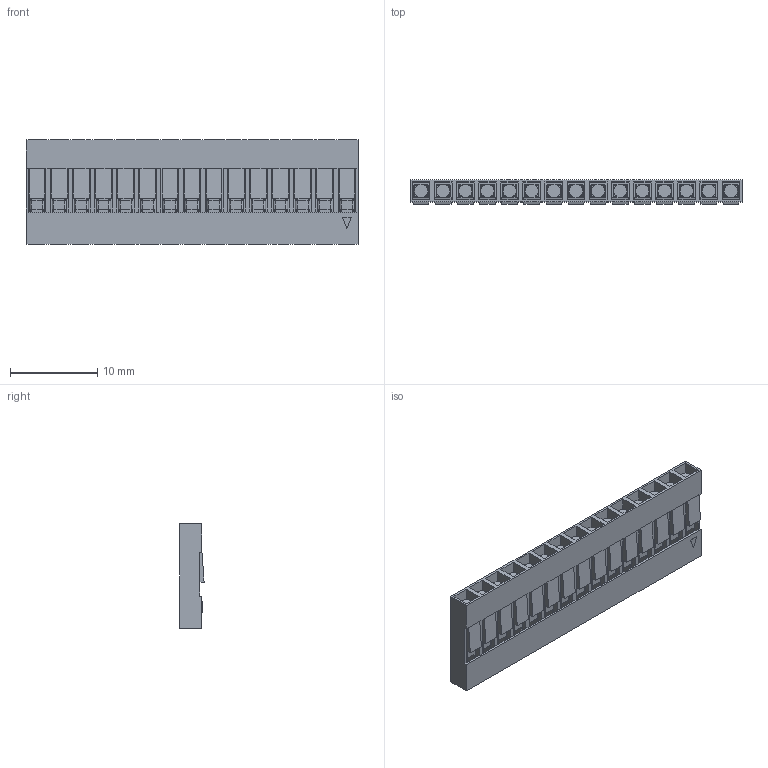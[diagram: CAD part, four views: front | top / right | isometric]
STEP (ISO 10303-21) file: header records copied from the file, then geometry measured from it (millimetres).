
FILE_DESCRIPTION (( 'STEP AP214' ), '1' );
FILE_NAME ('DS1071-1x15.STEP', '2019-05-31T22:23:06', ( 'VR' ), ( '' ), 'SwSTEP 2.0', 'SolidWorks 2016', '' );
FILE_SCHEMA (( 'AUTOMOTIVE_DESIGN' ));
Length unit declared in the file: millimetre
Products named in the file (1): DS1071-1x15
Bounding box: 38.1 x 2.79 x 12 mm (x, y, z)
Volume: 552.6 mm3; surface area: 3902.8 mm2
Topology: 16 solids, 16 shells, 1004 faces, 3063 edges, 1942 vertices
Faces by surface type: plane 734, cylinder 270
Entity records: 45510 total; most frequent: ORIENTED_EDGE 6126, CARTESIAN_POINT 6010, DIRECTION 5763, EDGE_CURVE 3063, LINE 2373, VECTOR 2373, VERTEX_POINT 1942, AXIS2_PLACEMENT_3D 1695
